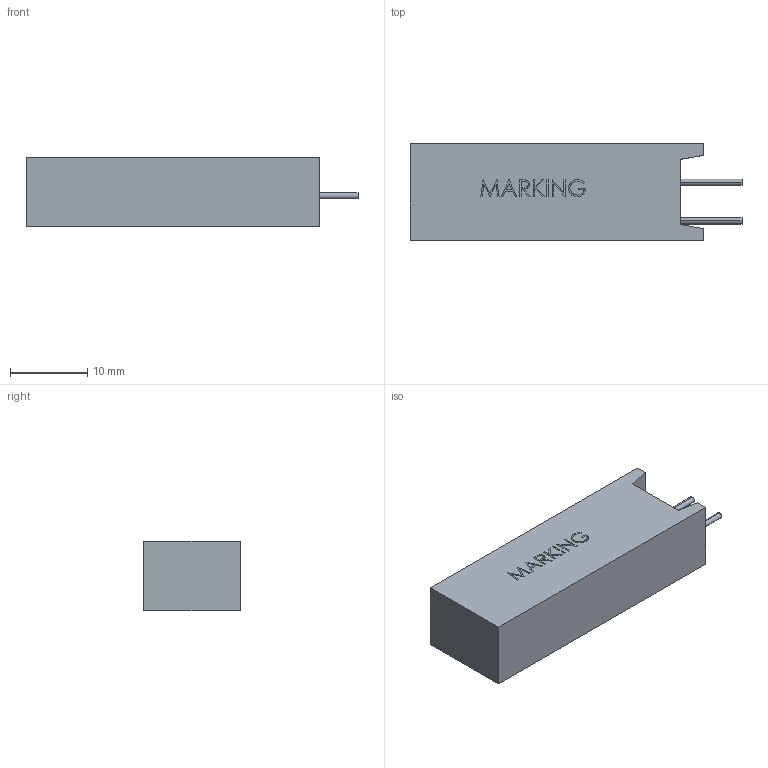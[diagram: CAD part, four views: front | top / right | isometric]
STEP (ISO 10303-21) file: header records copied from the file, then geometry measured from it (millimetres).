
FILE_DESCRIPTION (( 'STEP AP203' ), '1' );
FILE_NAME ('SQM7 - 3D Model.STEP', '2018-08-23T09:44:04', ( '' ), ( '' ), 'SwSTEP 2.0', 'SolidWorks 2015', '' );
FILE_SCHEMA (( 'CONFIG_CONTROL_DESIGN' ));
Length unit declared in the file: millimetre
Products named in the file (1): SQM7 - 3D Model
Bounding box: 43 x 12.5 x 9 mm (x, y, z)
Volume: 4040.8 mm3; surface area: 1890.7 mm2
Topology: 1 solids, 1 shells, 103 faces, 270 edges, 180 vertices
Faces by surface type: plane 85, bspline 14, cylinder 4
Entity records: 4113 total; most frequent: CARTESIAN_POINT 1576, ORIENTED_EDGE 540, DIRECTION 430, EDGE_CURVE 270, LINE 234, VECTOR 234, VERTEX_POINT 180, EDGE_LOOP 114
